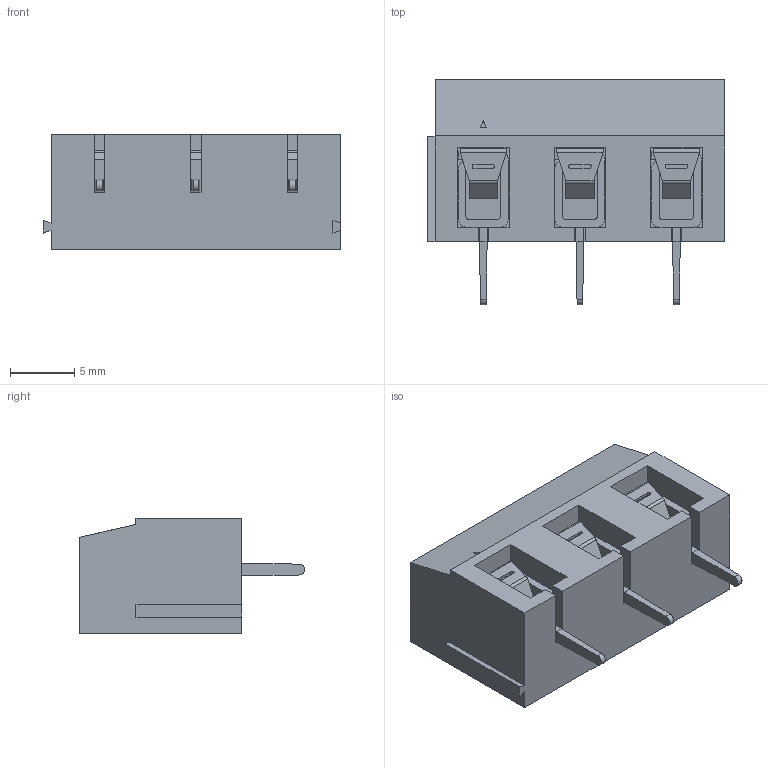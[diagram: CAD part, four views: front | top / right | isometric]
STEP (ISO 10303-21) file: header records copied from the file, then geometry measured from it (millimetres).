
FILE_DESCRIPTION (( 'STEP AP214' ), '1' );
FILE_NAME ('DG305-7.5-03P-12-00AH.STEP', '2021-01-21T18:43:25', ( '' ), ( '' ), 'SwSTEP 2.0', 'SolidWorks 2020', '' );
FILE_SCHEMA (( 'AUTOMOTIVE_DESIGN' ));
Length unit declared in the file: millimetre
Products named in the file (1): DG305-7.5-03P-12-00AH
Bounding box: 23.1 x 17.5 x 9 mm (x, y, z)
Volume: 2069.9 mm3; surface area: 2464.4 mm2
Topology: 1 solids, 1 shells, 533 faces, 1428 edges, 931 vertices
Faces by surface type: plane 295, bspline 142, cylinder 69, torus 21, cone 6
Entity records: 28680 total; most frequent: CARTESIAN_POINT 11197, ORIENTED_EDGE 2856, DIRECTION 2084, EDGE_CURVE 1428, VERTEX_POINT 931, LINE 928, VECTOR 928, EDGE_LOOP 579
